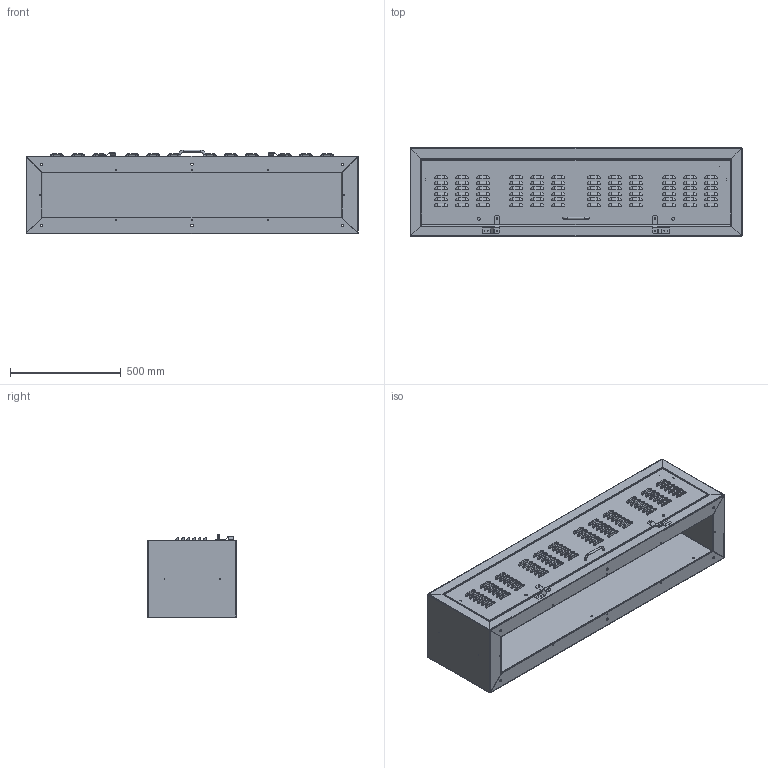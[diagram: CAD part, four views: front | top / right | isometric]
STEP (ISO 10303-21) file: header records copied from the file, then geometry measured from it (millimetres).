
FILE_DESCRIPTION (( 'STEP AP214' ), '1' );
FILE_NAME ('PDC-15.STEP', '2017-07-13T11:17:14', ( '' ), ( '' ), 'SwSTEP 2.0', 'SolidWorks 2017', '' );
FILE_SCHEMA (( 'AUTOMOTIVE_DESIGN' ));
Length unit declared in the file: millimetre
Products named in the file (2): PDC-15-1; PDC-15
Assembly tree (1 placements, depth 2):
  PDC-15
    PDC-15-1
Bounding box: 1500 x 402 x 376.5 mm (x, y, z)
Volume: 5185290.7 mm3; surface area: 5241328.5 mm2
Topology: 10 solids, 10 shells, 1440 faces, 3628 edges, 2208 vertices
Faces by surface type: plane 494, cylinder 464, sphere 288, torus 148, bspline 46
Entity records: 45815 total; most frequent: CARTESIAN_POINT 9492, DIRECTION 8198, ORIENTED_EDGE 7256, EDGE_CURVE 3628, AXIS2_PLACEMENT_3D 3266, VERTEX_POINT 2208, CIRCLE 1868, EDGE_LOOP 1742
